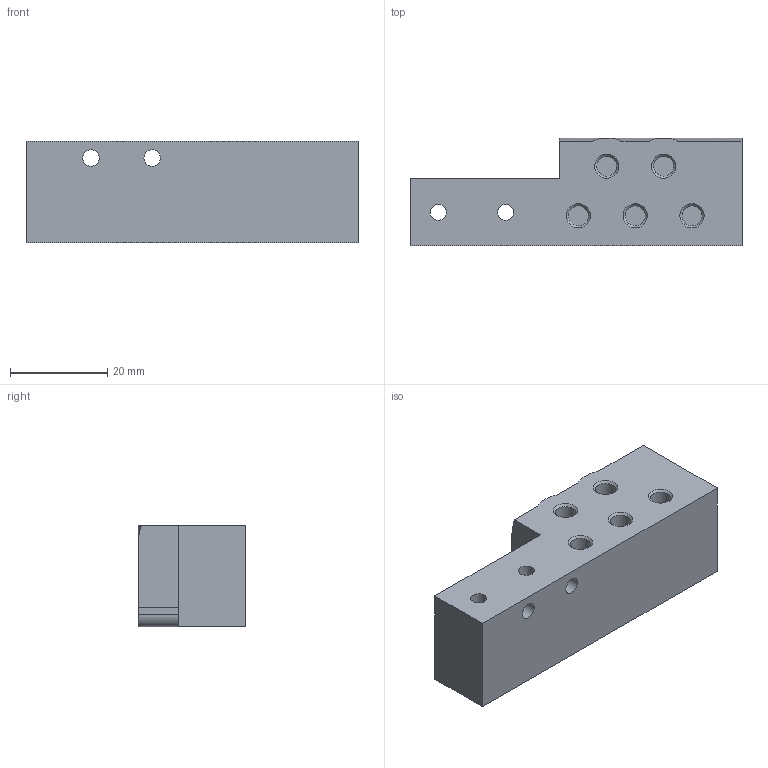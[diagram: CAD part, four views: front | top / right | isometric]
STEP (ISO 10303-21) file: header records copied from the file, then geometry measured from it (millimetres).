
FILE_DESCRIPTION(/* description */ ('STEP AP214'),/* implementation_level */ '2;1');
FILE_NAME(/* name */ '525120_MHA2-AS-5-M5',/* time_stamp */ '2024-09-05T12:16:07+02:00',/* author */ ('License CC BY-ND 4.0'),/* organization */ ('CADENAS'),/* preprocessor_version */ 'ST-DEVELOPER v19.3',/* originating_system */ 'PARTsolutions',/* authorisation */ ' ');
FILE_SCHEMA (('AUTOMOTIVE_DESIGN {1 0 10303 214 3 1 1}'));
Length unit declared in the file: millimetre
Products named in the file (1): 525120 MHA2-AS-5-M5
Bounding box: 68.4 x 22.2 x 21 mm (x, y, z)
Volume: 23293.2 mm3; surface area: 8414.4 mm2
Topology: 1 solids, 1 shells, 62 faces, 141 edges, 93 vertices
Faces by surface type: cylinder 30, plane 25, cone 7
Full cylindrical faces by diameter (mm): 2.013 x2, 2.6 x1, 3 x5, 3.3 x2, 3.4 x2, 4.134 x5, 6 x2
Entity records: 1731 total; most frequent: CARTESIAN_POINT 372, DIRECTION 276, ORIENTED_EDGE 220, EDGE_LOOP 118, FACE_BOUND 118, AXIS2_PLACEMENT_3D 115, EDGE_CURVE 110, VERTEX_POINT 88
